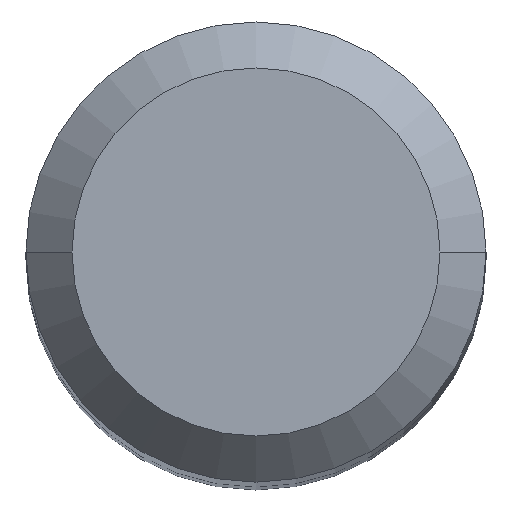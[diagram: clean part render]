
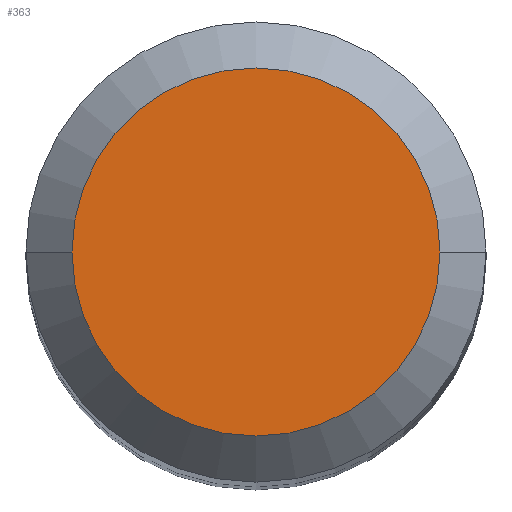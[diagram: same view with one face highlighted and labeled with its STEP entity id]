
A CAD part, top view. The second image highlights one B-rep face of the part: STEP entity #363.
In plain terms, the highlighted planar face has unit normal (0, 0, 1).
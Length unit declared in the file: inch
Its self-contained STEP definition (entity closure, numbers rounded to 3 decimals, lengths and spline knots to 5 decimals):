
#23 = DIRECTION ( 'NONE',  ( 0., 0., -1. ) ) ;
#27 = DIRECTION ( 'NONE',  ( 1., 0., 0. ) ) ;
#28 = CARTESIAN_POINT ( 'NONE',  ( 0., 0., 0. ) ) ;
#46 = ORIENTED_EDGE ( 'NONE', *, *, #359, .T. ) ;
#60 = AXIS2_PLACEMENT_3D ( 'NONE', #246, #97, #117 ) ;
#85 = FACE_OUTER_BOUND ( 'NONE', #260, .T. ) ;
#97 = DIRECTION ( 'NONE',  ( 0., 0., 1. ) ) ;
#117 = DIRECTION ( 'NONE',  ( 1., 0., 0. ) ) ;
#137 = CIRCLE ( 'NONE', #60, 0.125 ) ;
#143 = PLANE ( 'NONE',  #281 ) ;
#150 = CARTESIAN_POINT ( 'NONE',  ( 0., 0., 0. ) ) ;
#162 = AXIS2_PLACEMENT_3D ( 'NONE', #28, #296, #27 ) ;
#168 = CARTESIAN_POINT ( 'NONE',  ( 0.125, 0., 0. ) ) ;
#184 = CIRCLE ( 'NONE', #162, 0.125 ) ;
#201 = VERTEX_POINT ( 'NONE', #168 ) ;
#246 = CARTESIAN_POINT ( 'NONE',  ( 0., 0., 0. ) ) ;
#260 = EDGE_LOOP ( 'NONE', ( #289, #46 ) ) ;
#271 = DIRECTION ( 'NONE',  ( -1., 0., 0. ) ) ;
#281 = AXIS2_PLACEMENT_3D ( 'NONE', #150, #23, #271 ) ;
#289 = ORIENTED_EDGE ( 'NONE', *, *, #308, .T. ) ;
#296 = DIRECTION ( 'NONE',  ( 0., 0., 1. ) ) ;
#305 = CARTESIAN_POINT ( 'NONE',  ( -0.125, 0., 0. ) ) ;
#308 = EDGE_CURVE ( 'NONE', #323, #201, #137, .T. ) ;
#323 = VERTEX_POINT ( 'NONE', #305 ) ;
#359 = EDGE_CURVE ( 'NONE', #201, #323, #184, .T. ) ;
#363 = ADVANCED_FACE ( 'NONE', ( #85 ), #143, .F. ) ;
